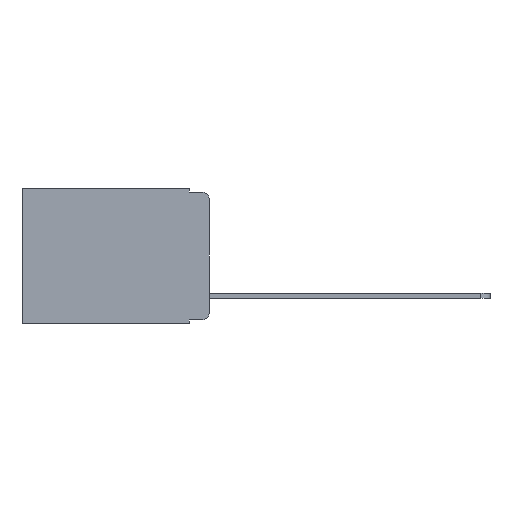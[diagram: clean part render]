
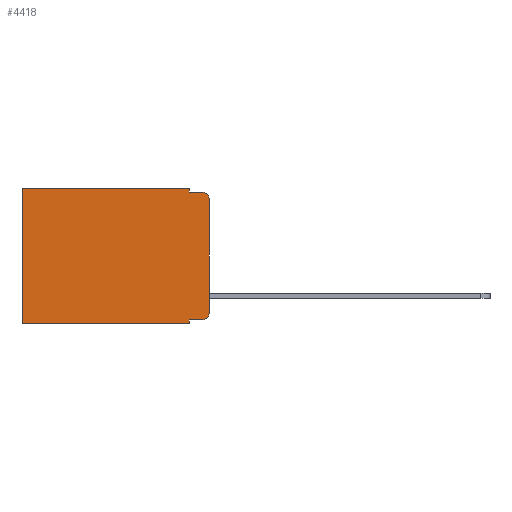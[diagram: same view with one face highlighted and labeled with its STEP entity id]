
A CAD part, left-side view. The second image highlights one B-rep face of the part: STEP entity #4418.
In plain terms, the highlighted planar face has unit normal (-1, 0, 0).
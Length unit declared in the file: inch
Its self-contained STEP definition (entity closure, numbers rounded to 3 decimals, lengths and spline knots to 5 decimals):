
#96 = CARTESIAN_POINT ( 'NONE',  ( 0.298, 0.051, -0.01 ) ) ;
#212 = ORIENTED_EDGE ( 'NONE', *, *, #1438, .F. ) ;
#307 = ORIENTED_EDGE ( 'NONE', *, *, #8464, .T. ) ;
#332 = VECTOR ( 'NONE', #9412, 39.37008 ) ;
#450 = CARTESIAN_POINT ( 'NONE',  ( 0.298, 0.473, -0.343 ) ) ;
#628 = ORIENTED_EDGE ( 'NONE', *, *, #11509, .T. ) ;
#892 = DIRECTION ( 'NONE',  ( -1., 0., 0. ) ) ;
#1021 = LINE ( 'NONE', #12969, #6990 ) ;
#1438 = EDGE_CURVE ( 'NONE', #5235, #10491, #2706, .T. ) ;
#1568 = VECTOR ( 'NONE', #1991, 39.37008 ) ;
#1572 = DIRECTION ( 'NONE',  ( 1., 0., 0. ) ) ;
#1724 = EDGE_CURVE ( 'NONE', #12920, #10089, #1021, .T. ) ;
#1815 = DIRECTION ( 'NONE',  ( 0., 0., -1. ) ) ;
#1826 = EDGE_CURVE ( 'NONE', #4223, #5235, #12894, .T. ) ;
#1837 = DIRECTION ( 'NONE',  ( -1., 0., 0. ) ) ;
#1991 = DIRECTION ( 'NONE',  ( 0., 0., -1. ) ) ;
#2042 = CARTESIAN_POINT ( 'NONE',  ( 0.298, 0.051, 0. ) ) ;
#2573 = VERTEX_POINT ( 'NONE', #13268 ) ;
#2574 = DIRECTION ( 'NONE',  ( 0., 0., -1. ) ) ;
#2706 = LINE ( 'NONE', #96, #5313 ) ;
#2985 = ORIENTED_EDGE ( 'NONE', *, *, #9062, .T. ) ;
#3015 = CARTESIAN_POINT ( 'NONE',  ( 0.298, 0.051, -0.333 ) ) ;
#3041 = ORIENTED_EDGE ( 'NONE', *, *, #1724, .F. ) ;
#3229 = DIRECTION ( 'NONE',  ( 0., 1., 0. ) ) ;
#3637 = CIRCLE ( 'NONE', #4869, 0.02 ) ;
#3652 = CARTESIAN_POINT ( 'NONE',  ( 0.298, 0.051, -0.01 ) ) ;
#4071 = CARTESIAN_POINT ( 'NONE',  ( 0.298, 0.02, -0.333 ) ) ;
#4223 = VERTEX_POINT ( 'NONE', #6380 ) ;
#4228 = CARTESIAN_POINT ( 'NONE',  ( 0.298, 0., 0. ) ) ;
#4241 = EDGE_CURVE ( 'NONE', #7723, #12167, #8085, .T. ) ;
#4418 = ADVANCED_FACE ( 'NONE', ( #5057 ), #11971, .F. ) ;
#4553 = VECTOR ( 'NONE', #2574, 39.37008 ) ;
#4869 = AXIS2_PLACEMENT_3D ( 'NONE', #7601, #892, #8662 ) ;
#4955 = EDGE_CURVE ( 'NONE', #2573, #7723, #6323, .T. ) ;
#5057 = FACE_OUTER_BOUND ( 'NONE', #7337, .T. ) ;
#5235 = VERTEX_POINT ( 'NONE', #3652 ) ;
#5293 = ORIENTED_EDGE ( 'NONE', *, *, #13100, .F. ) ;
#5313 = VECTOR ( 'NONE', #9502, 39.37008 ) ;
#5490 = CARTESIAN_POINT ( 'NONE',  ( 0.298, 0., 0. ) ) ;
#5589 = CARTESIAN_POINT ( 'NONE',  ( 0.298, 0.473, 0. ) ) ;
#6323 = LINE ( 'NONE', #3015, #332 ) ;
#6380 = CARTESIAN_POINT ( 'NONE',  ( 0.298, 0.051, 0. ) ) ;
#6557 = ORIENTED_EDGE ( 'NONE', *, *, #1826, .F. ) ;
#6704 = DIRECTION ( 'NONE',  ( 0., 0., -1. ) ) ;
#6990 = VECTOR ( 'NONE', #3229, 39.37008 ) ;
#7337 = EDGE_LOOP ( 'NONE', ( #5293, #628, #212, #6557, #2985, #307, #3041, #11172, #11577, #9425 ) ) ;
#7462 = DIRECTION ( 'NONE',  ( 0., 0., -1. ) ) ;
#7601 = CARTESIAN_POINT ( 'NONE',  ( 0.298, 0.02, -0.03 ) ) ;
#7609 = CARTESIAN_POINT ( 'NONE',  ( 0.298, 0., 0. ) ) ;
#7619 = CARTESIAN_POINT ( 'NONE',  ( 0.298, 0.02, -0.01 ) ) ;
#7723 = VERTEX_POINT ( 'NONE', #4071 ) ;
#7827 = VERTEX_POINT ( 'NONE', #12299 ) ;
#8085 = CIRCLE ( 'NONE', #9817, 0.02 ) ;
#8464 = EDGE_CURVE ( 'NONE', #10952, #10089, #10673, .T. ) ;
#8662 = DIRECTION ( 'NONE',  ( 0., 0., -1. ) ) ;
#9026 = CARTESIAN_POINT ( 'NONE',  ( 0.298, 0.051, 0. ) ) ;
#9062 = EDGE_CURVE ( 'NONE', #4223, #10952, #13247, .T. ) ;
#9095 = VECTOR ( 'NONE', #7462, 39.37008 ) ;
#9342 = EDGE_CURVE ( 'NONE', #2573, #12920, #12547, .T. ) ;
#9412 = DIRECTION ( 'NONE',  ( 0., -1., 0. ) ) ;
#9425 = ORIENTED_EDGE ( 'NONE', *, *, #4241, .T. ) ;
#9502 = DIRECTION ( 'NONE',  ( 0., -1., 0. ) ) ;
#9817 = AXIS2_PLACEMENT_3D ( 'NONE', #10166, #1837, #1815 ) ;
#9941 = DIRECTION ( 'NONE',  ( 0., 0., -1. ) ) ;
#10026 = CARTESIAN_POINT ( 'NONE',  ( 0.298, 0.473, 0. ) ) ;
#10089 = VERTEX_POINT ( 'NONE', #450 ) ;
#10166 = CARTESIAN_POINT ( 'NONE',  ( 0.298, 0.02, -0.313 ) ) ;
#10363 = VECTOR ( 'NONE', #6704, 39.37008 ) ;
#10491 = VERTEX_POINT ( 'NONE', #7619 ) ;
#10673 = LINE ( 'NONE', #5589, #10363 ) ;
#10952 = VERTEX_POINT ( 'NONE', #10026 ) ;
#11172 = ORIENTED_EDGE ( 'NONE', *, *, #9342, .F. ) ;
#11238 = CARTESIAN_POINT ( 'NONE',  ( 0.298, 0.051, -0.343 ) ) ;
#11471 = CARTESIAN_POINT ( 'NONE',  ( 0.298, 0., -0.313 ) ) ;
#11509 = EDGE_CURVE ( 'NONE', #7827, #10491, #3637, .T. ) ;
#11577 = ORIENTED_EDGE ( 'NONE', *, *, #4955, .T. ) ;
#11660 = LINE ( 'NONE', #4228, #9095 ) ;
#11971 = PLANE ( 'NONE',  #12072 ) ;
#12072 = AXIS2_PLACEMENT_3D ( 'NONE', #5490, #1572, #9941 ) ;
#12167 = VERTEX_POINT ( 'NONE', #11471 ) ;
#12299 = CARTESIAN_POINT ( 'NONE',  ( 0.298, 0., -0.03 ) ) ;
#12467 = DIRECTION ( 'NONE',  ( 0., 1., 0. ) ) ;
#12547 = LINE ( 'NONE', #9026, #4553 ) ;
#12894 = LINE ( 'NONE', #2042, #1568 ) ;
#12920 = VERTEX_POINT ( 'NONE', #11238 ) ;
#12955 = VECTOR ( 'NONE', #12467, 39.37008 ) ;
#12969 = CARTESIAN_POINT ( 'NONE',  ( 0.298, 0., -0.343 ) ) ;
#13100 = EDGE_CURVE ( 'NONE', #7827, #12167, #11660, .T. ) ;
#13247 = LINE ( 'NONE', #7609, #12955 ) ;
#13268 = CARTESIAN_POINT ( 'NONE',  ( 0.298, 0.051, -0.333 ) ) ;
